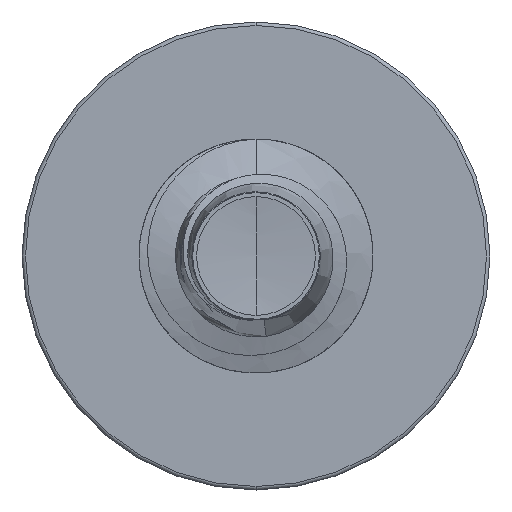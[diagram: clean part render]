
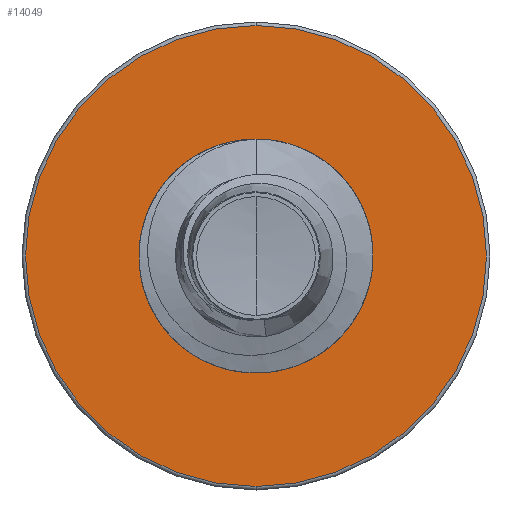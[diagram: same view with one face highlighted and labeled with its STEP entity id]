
A CAD part, front view. The second image highlights one B-rep face of the part: STEP entity #14049.
In plain terms, the highlighted planar face has unit normal (0, -1, 0).
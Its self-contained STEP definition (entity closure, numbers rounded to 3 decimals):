
#478 = EDGE_CURVE ( 'NONE', #9129, #11786, #14135, .T. ) ;
#549 = CARTESIAN_POINT ( 'NONE',  ( 0., 14., 0. ) ) ;
#1872 = EDGE_CURVE ( 'NONE', #11786, #9129, #8933, .T. ) ;
#1885 = DIRECTION ( 'NONE',  ( 0., 0., 1. ) ) ;
#2347 = CIRCLE ( 'NONE', #8365, 3.448 ) ;
#3302 = CARTESIAN_POINT ( 'NONE',  ( 0., 14., 3.448 ) ) ;
#3771 = ORIENTED_EDGE ( 'NONE', *, *, #12337, .F. ) ;
#3903 = AXIS2_PLACEMENT_3D ( 'NONE', #12380, #7620, #10543 ) ;
#4462 = ORIENTED_EDGE ( 'NONE', *, *, #1872, .T. ) ;
#4944 = ORIENTED_EDGE ( 'NONE', *, *, #478, .T. ) ;
#5230 = DIRECTION ( 'NONE',  ( 0., 0., 1. ) ) ;
#6409 = DIRECTION ( 'NONE',  ( 0., 0., 1. ) ) ;
#6419 = DIRECTION ( 'NONE',  ( 0., 1., 0. ) ) ;
#6527 = CARTESIAN_POINT ( 'NONE',  ( 0., 14., -3.447 ) ) ;
#7387 = AXIS2_PLACEMENT_3D ( 'NONE', #11738, #11622, #6409 ) ;
#7620 = DIRECTION ( 'NONE',  ( 0., 1., 0. ) ) ;
#8365 = AXIS2_PLACEMENT_3D ( 'NONE', #14375, #6419, #15665 ) ;
#8933 = CIRCLE ( 'NONE', #7387, 1.572 ) ;
#9129 = VERTEX_POINT ( 'NONE', #9378 ) ;
#9378 = CARTESIAN_POINT ( 'NONE',  ( 0., 14., -1.572 ) ) ;
#9381 = AXIS2_PLACEMENT_3D ( 'NONE', #549, #9767, #1885 ) ;
#9767 = DIRECTION ( 'NONE',  ( 0., 1., 0. ) ) ;
#9807 = VERTEX_POINT ( 'NONE', #3302 ) ;
#10516 = CARTESIAN_POINT ( 'NONE',  ( 0., 14., -1.572 ) ) ;
#10543 = DIRECTION ( 'NONE',  ( 0., 0., 1. ) ) ;
#11622 = DIRECTION ( 'NONE',  ( 0., 1., 0. ) ) ;
#11738 = CARTESIAN_POINT ( 'NONE',  ( 0., 14., 0. ) ) ;
#11786 = VERTEX_POINT ( 'NONE', #14864 ) ;
#11803 = PLANE ( 'NONE',  #14620 ) ;
#12088 = FACE_OUTER_BOUND ( 'NONE', #15381, .T. ) ;
#12337 = EDGE_CURVE ( 'NONE', #14126, #9807, #14540, .T. ) ;
#12380 = CARTESIAN_POINT ( 'NONE',  ( 0., 14., 0. ) ) ;
#13173 = DIRECTION ( 'NONE',  ( 0., 1., 0. ) ) ;
#13856 = EDGE_CURVE ( 'NONE', #9807, #14126, #2347, .T. ) ;
#14049 = ADVANCED_FACE ( 'NONE', ( #12088, #15529 ), #11803, .F. ) ;
#14072 = ORIENTED_EDGE ( 'NONE', *, *, #13856, .F. ) ;
#14126 = VERTEX_POINT ( 'NONE', #6527 ) ;
#14135 = CIRCLE ( 'NONE', #3903, 1.572 ) ;
#14375 = CARTESIAN_POINT ( 'NONE',  ( 0., 14., 0. ) ) ;
#14540 = CIRCLE ( 'NONE', #9381, 3.448 ) ;
#14620 = AXIS2_PLACEMENT_3D ( 'NONE', #10516, #13173, #5230 ) ;
#14864 = CARTESIAN_POINT ( 'NONE',  ( 0., 14., 1.572 ) ) ;
#15381 = EDGE_LOOP ( 'NONE', ( #14072, #3771 ) ) ;
#15529 = FACE_BOUND ( 'NONE', #15668, .T. ) ;
#15665 = DIRECTION ( 'NONE',  ( 0., 0., 1. ) ) ;
#15668 = EDGE_LOOP ( 'NONE', ( #4462, #4944 ) ) ;
